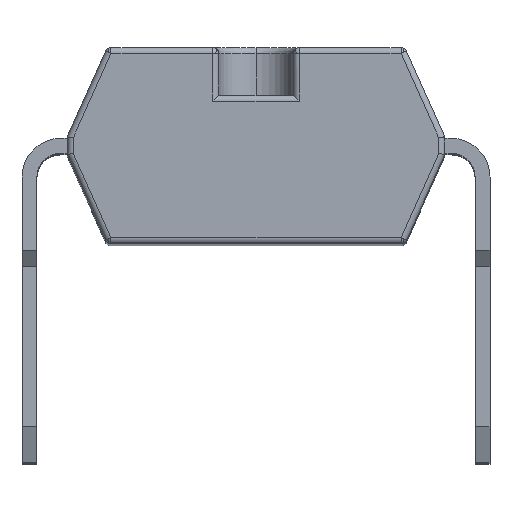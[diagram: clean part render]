
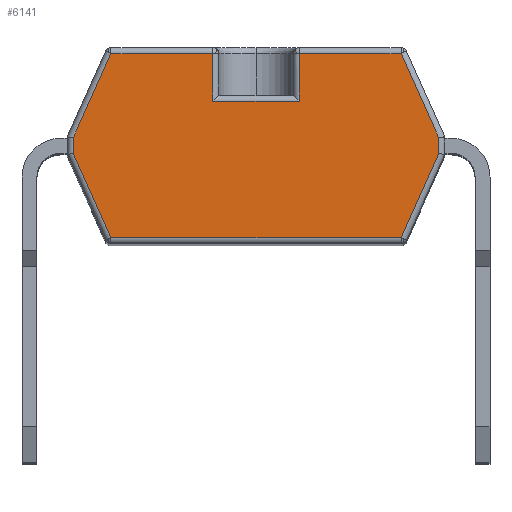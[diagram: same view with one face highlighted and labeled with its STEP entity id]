
A CAD part, top view. The second image highlights one B-rep face of the part: STEP entity #6141.
In plain terms, the highlighted planar face has unit normal (0, 0, 1).
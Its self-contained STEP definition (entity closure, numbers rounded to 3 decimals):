
#227 = ORIENTED_EDGE ( 'NONE', *, *, #12889, .T. ) ;
#396 = VERTEX_POINT ( 'NONE', #4400 ) ;
#652 = DIRECTION ( 'NONE',  ( 0., 1., 0. ) ) ;
#787 = EDGE_CURVE ( 'NONE', #998, #11038, #12840, .T. ) ;
#885 = EDGE_CURVE ( 'NONE', #8388, #3381, #15813, .T. ) ;
#909 = EDGE_CURVE ( 'NONE', #2950, #998, #15560, .T. ) ;
#998 = VERTEX_POINT ( 'NONE', #7518 ) ;
#1292 = LINE ( 'NONE', #10363, #8743 ) ;
#1592 = DIRECTION ( 'NONE',  ( 0.408, 0.913, 0. ) ) ;
#1838 = EDGE_CURVE ( 'NONE', #5032, #5680, #15210, .T. ) ;
#1876 = LINE ( 'NONE', #14527, #9791 ) ;
#2189 = ORIENTED_EDGE ( 'NONE', *, *, #1838, .T. ) ;
#2190 = VECTOR ( 'NONE', #2304, 1000. ) ;
#2208 = CARTESIAN_POINT ( 'NONE',  ( -3.075, 0.129, 0. ) ) ;
#2253 = VECTOR ( 'NONE', #1592, 1000. ) ;
#2304 = DIRECTION ( 'NONE',  ( -1., 0., 0. ) ) ;
#2675 = ORIENTED_EDGE ( 'NONE', *, *, #14541, .T. ) ;
#2679 = VECTOR ( 'NONE', #9127, 1000. ) ;
#2950 = VERTEX_POINT ( 'NONE', #9495 ) ;
#3381 = VERTEX_POINT ( 'NONE', #4554 ) ;
#3397 = CARTESIAN_POINT ( 'NONE',  ( 2.44, -1.55, 0. ) ) ;
#3750 = ORIENTED_EDGE ( 'NONE', *, *, #16241, .F. ) ;
#3776 = ORIENTED_EDGE ( 'NONE', *, *, #5514, .T. ) ;
#3802 = CARTESIAN_POINT ( 'NONE',  ( -1.252, -1.55, 0. ) ) ;
#3966 = EDGE_CURVE ( 'NONE', #4111, #396, #5830, .T. ) ;
#4107 = CARTESIAN_POINT ( 'NONE',  ( -3.075, -0.129, 0. ) ) ;
#4111 = VERTEX_POINT ( 'NONE', #15633 ) ;
#4400 = CARTESIAN_POINT ( 'NONE',  ( 3.075, -0.129, 0. ) ) ;
#4427 = CARTESIAN_POINT ( 'NONE',  ( -3.075, -0.129, 0. ) ) ;
#4554 = CARTESIAN_POINT ( 'NONE',  ( -0.725, 0.75, 0. ) ) ;
#4565 = CARTESIAN_POINT ( 'NONE',  ( -3.075, 0., 0. ) ) ;
#4950 = ORIENTED_EDGE ( 'NONE', *, *, #787, .T. ) ;
#5032 = VERTEX_POINT ( 'NONE', #11557 ) ;
#5266 = ORIENTED_EDGE ( 'NONE', *, *, #885, .T. ) ;
#5514 = EDGE_CURVE ( 'NONE', #9078, #7151, #12109, .T. ) ;
#5542 = LINE ( 'NONE', #15847, #11030 ) ;
#5680 = VERTEX_POINT ( 'NONE', #7287 ) ;
#5830 = LINE ( 'NONE', #3397, #2253 ) ;
#6141 = ADVANCED_FACE ( 'NONE', ( #13663 ), #16451, .T. ) ;
#6164 = VECTOR ( 'NONE', #6339, 1000. ) ;
#6339 = DIRECTION ( 'NONE',  ( -1., 0., 0. ) ) ;
#6365 = CARTESIAN_POINT ( 'NONE',  ( 0.725, 1.55, 0. ) ) ;
#6408 = AXIS2_PLACEMENT_3D ( 'NONE', #12482, #8678, #15113 ) ;
#6507 = DIRECTION ( 'NONE',  ( -1., 0., 0. ) ) ;
#6641 = VECTOR ( 'NONE', #16002, 1000. ) ;
#6752 = DIRECTION ( 'NONE',  ( 0., -1., 0. ) ) ;
#7151 = VERTEX_POINT ( 'NONE', #11720 ) ;
#7287 = CARTESIAN_POINT ( 'NONE',  ( -2.44, 1.55, 0. ) ) ;
#7428 = VECTOR ( 'NONE', #15674, 1000. ) ;
#7441 = EDGE_CURVE ( 'NONE', #396, #2950, #5542, .T. ) ;
#7513 = LINE ( 'NONE', #3802, #14518 ) ;
#7518 = CARTESIAN_POINT ( 'NONE',  ( 2.44, 1.55, 0. ) ) ;
#7708 = VERTEX_POINT ( 'NONE', #2208 ) ;
#8053 = LINE ( 'NONE', #13602, #7428 ) ;
#8388 = VERTEX_POINT ( 'NONE', #11583 ) ;
#8458 = EDGE_LOOP ( 'NONE', ( #2189, #8591, #227, #3776, #3750, #12293, #11112, #11505, #4950, #13212, #5266, #2675 ) ) ;
#8591 = ORIENTED_EDGE ( 'NONE', *, *, #15049, .T. ) ;
#8598 = LINE ( 'NONE', #4565, #13384 ) ;
#8678 = DIRECTION ( 'NONE',  ( 0., 0., 1. ) ) ;
#8743 = VECTOR ( 'NONE', #15542, 1000. ) ;
#9078 = VERTEX_POINT ( 'NONE', #4107 ) ;
#9127 = DIRECTION ( 'NONE',  ( -0.408, 0.913, 0. ) ) ;
#9495 = CARTESIAN_POINT ( 'NONE',  ( 3.075, 0.129, 0. ) ) ;
#9781 = DIRECTION ( 'NONE',  ( 0., -1., 0. ) ) ;
#9791 = VECTOR ( 'NONE', #6752, 1000. ) ;
#10117 = CARTESIAN_POINT ( 'NONE',  ( 0., 1.55, 0. ) ) ;
#10363 = CARTESIAN_POINT ( 'NONE',  ( -0.725, 0., 0. ) ) ;
#10768 = VECTOR ( 'NONE', #6507, 1000. ) ;
#11030 = VECTOR ( 'NONE', #652, 1000. ) ;
#11038 = VERTEX_POINT ( 'NONE', #6365 ) ;
#11112 = ORIENTED_EDGE ( 'NONE', *, *, #7441, .T. ) ;
#11505 = ORIENTED_EDGE ( 'NONE', *, *, #909, .T. ) ;
#11557 = CARTESIAN_POINT ( 'NONE',  ( -0.725, 1.55, 0. ) ) ;
#11583 = CARTESIAN_POINT ( 'NONE',  ( 0.725, 0.75, 0. ) ) ;
#11720 = CARTESIAN_POINT ( 'NONE',  ( -2.44, -1.55, 0. ) ) ;
#11840 = CARTESIAN_POINT ( 'NONE',  ( 3.075, 0.129, 0. ) ) ;
#11929 = CARTESIAN_POINT ( 'NONE',  ( 0., 0.75, 0. ) ) ;
#12109 = LINE ( 'NONE', #4427, #6641 ) ;
#12293 = ORIENTED_EDGE ( 'NONE', *, *, #3966, .T. ) ;
#12482 = CARTESIAN_POINT ( 'NONE',  ( 0., 0., 0. ) ) ;
#12596 = CARTESIAN_POINT ( 'NONE',  ( 0., 1.55, 0. ) ) ;
#12840 = LINE ( 'NONE', #12596, #6164 ) ;
#12889 = EDGE_CURVE ( 'NONE', #7708, #9078, #8598, .T. ) ;
#13212 = ORIENTED_EDGE ( 'NONE', *, *, #14149, .T. ) ;
#13384 = VECTOR ( 'NONE', #9781, 1000. ) ;
#13602 = CARTESIAN_POINT ( 'NONE',  ( -2.44, 1.55, 0. ) ) ;
#13663 = FACE_OUTER_BOUND ( 'NONE', #8458, .T. ) ;
#13848 = DIRECTION ( 'NONE',  ( -1., 0., 0. ) ) ;
#14149 = EDGE_CURVE ( 'NONE', #11038, #8388, #1876, .T. ) ;
#14518 = VECTOR ( 'NONE', #13848, 1000. ) ;
#14527 = CARTESIAN_POINT ( 'NONE',  ( 0.725, 0., 0. ) ) ;
#14541 = EDGE_CURVE ( 'NONE', #3381, #5032, #1292, .T. ) ;
#15049 = EDGE_CURVE ( 'NONE', #5680, #7708, #8053, .T. ) ;
#15113 = DIRECTION ( 'NONE',  ( 1., 0., 0. ) ) ;
#15210 = LINE ( 'NONE', #10117, #2190 ) ;
#15542 = DIRECTION ( 'NONE',  ( 0., 1., 0. ) ) ;
#15560 = LINE ( 'NONE', #11840, #2679 ) ;
#15633 = CARTESIAN_POINT ( 'NONE',  ( 2.44, -1.55, 0. ) ) ;
#15674 = DIRECTION ( 'NONE',  ( -0.408, -0.913, 0. ) ) ;
#15813 = LINE ( 'NONE', #11929, #10768 ) ;
#15847 = CARTESIAN_POINT ( 'NONE',  ( 3.075, 0., 0. ) ) ;
#16002 = DIRECTION ( 'NONE',  ( 0.408, -0.913, 0. ) ) ;
#16241 = EDGE_CURVE ( 'NONE', #4111, #7151, #7513, .T. ) ;
#16451 = PLANE ( 'NONE',  #6408 ) ;
